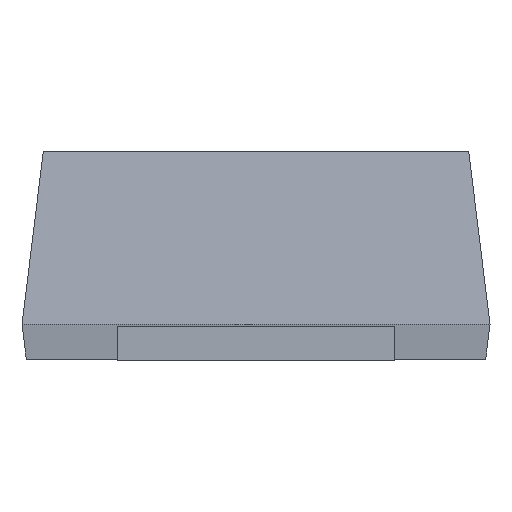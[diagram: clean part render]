
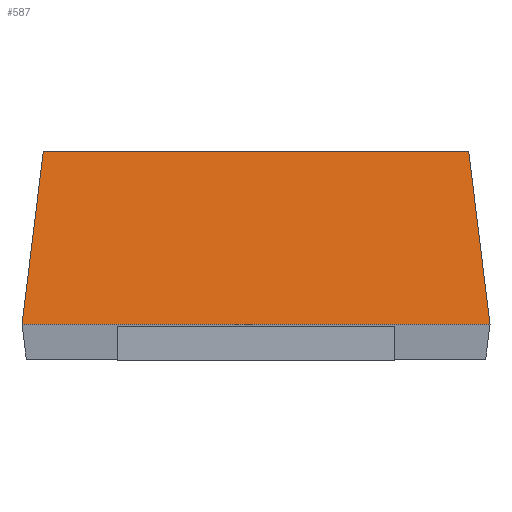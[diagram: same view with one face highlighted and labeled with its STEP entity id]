
A CAD part, left-side view. The second image highlights one B-rep face of the part: STEP entity #587.
In plain terms, the highlighted planar face has unit normal (-0.993, 0, 0.122).
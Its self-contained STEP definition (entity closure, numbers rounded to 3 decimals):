
#40 = VERTEX_POINT('',#41);
#41 = CARTESIAN_POINT('',(-1.85,-1.35,0.21));
#204 = VERTEX_POINT('',#205);
#205 = CARTESIAN_POINT('',(-1.727,-1.227,1.21));
#220 = EDGE_CURVE('',#40,#204,#221,.T.);
#221 = LINE('',#222,#223);
#222 = CARTESIAN_POINT('',(-1.85,-1.35,0.21));
#223 = VECTOR('',#224,1.);
#224 = DIRECTION('',(0.121,0.121,0.985));
#236 = EDGE_CURVE('',#237,#40,#239,.T.);
#237 = VERTEX_POINT('',#238);
#238 = CARTESIAN_POINT('',(-1.85,1.35,0.21));
#239 = LINE('',#240,#241);
#240 = CARTESIAN_POINT('',(-1.85,1.35,0.21));
#241 = VECTOR('',#242,1.);
#242 = DIRECTION('',(0.,-1.,0.));
#534 = VERTEX_POINT('',#535);
#535 = CARTESIAN_POINT('',(-1.727,1.227,1.21));
#543 = EDGE_CURVE('',#204,#534,#544,.T.);
#544 = LINE('',#545,#546);
#545 = CARTESIAN_POINT('',(-1.727,-1.227,1.21));
#546 = VECTOR('',#547,1.);
#547 = DIRECTION('',(0.,1.,0.));
#587 = ADVANCED_FACE('',(#588),#599,.F.);
#588 = FACE_BOUND('',#589,.F.);
#589 = EDGE_LOOP('',(#590,#591,#592,#593));
#590 = ORIENTED_EDGE('',*,*,#543,.F.);
#591 = ORIENTED_EDGE('',*,*,#220,.F.);
#592 = ORIENTED_EDGE('',*,*,#236,.F.);
#593 = ORIENTED_EDGE('',*,*,#594,.F.);
#594 = EDGE_CURVE('',#534,#237,#595,.T.);
#595 = LINE('',#596,#597);
#596 = CARTESIAN_POINT('',(-1.727,1.227,1.21));
#597 = VECTOR('',#598,1.);
#598 = DIRECTION('',(-0.121,0.121,-0.985));
#599 = PLANE('',#600);
#600 = AXIS2_PLACEMENT_3D('',#601,#602,#603);
#601 = CARTESIAN_POINT('',(-1.791,0.,
    0.693));
#602 = DIRECTION('',(0.993,0.,-0.122));
#603 = DIRECTION('',(0.122,0.,0.993));
